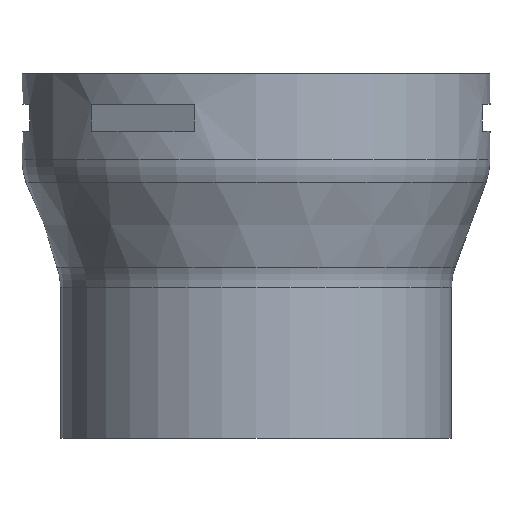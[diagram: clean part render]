
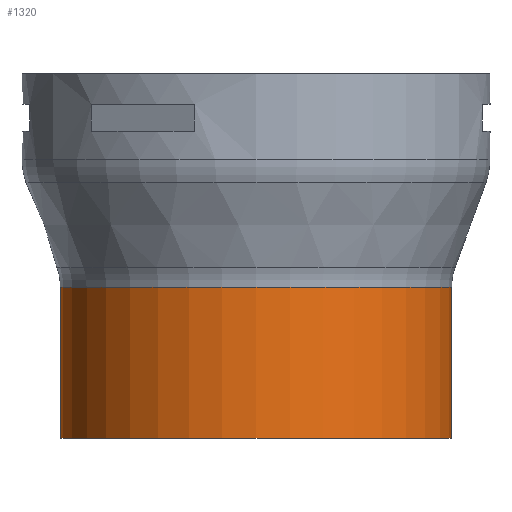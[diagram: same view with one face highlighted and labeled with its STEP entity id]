
A CAD part, front view. The second image highlights one B-rep face of the part: STEP entity #1320.
In plain terms, the highlighted cylindrical face has radius 510 mm (diameter 1020 mm), a full revolution.
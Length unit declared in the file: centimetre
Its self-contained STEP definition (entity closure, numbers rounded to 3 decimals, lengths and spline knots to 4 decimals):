
#55=CIRCLE('',#1418,51.);
#56=CIRCLE('',#1419,51.);
#57=CIRCLE('',#1421,51.);
#103=CYLINDRICAL_SURFACE('',#1420,51.);
#151=FACE_OUTER_BOUND('',#225,.T.);
#225=EDGE_LOOP('',(#1029,#1030,#1031,#1032,#1033));
#348=LINE('',#2113,#475);
#475=VECTOR('',#1697,51.);
#590=VERTEX_POINT('',#2105);
#591=VERTEX_POINT('',#2107);
#592=VERTEX_POINT('',#2111);
#745=EDGE_CURVE('',#591,#590,#55,.T.);
#746=EDGE_CURVE('',#590,#591,#56,.T.);
#747=EDGE_CURVE('',#592,#592,#57,.T.);
#748=EDGE_CURVE('',#592,#591,#348,.T.);
#1029=ORIENTED_EDGE('',*,*,#747,.F.);
#1030=ORIENTED_EDGE('',*,*,#748,.T.);
#1031=ORIENTED_EDGE('',*,*,#745,.T.);
#1032=ORIENTED_EDGE('',*,*,#746,.T.);
#1033=ORIENTED_EDGE('',*,*,#748,.F.);
#1320=ADVANCED_FACE('',(#151),#103,.T.);
#1418=AXIS2_PLACEMENT_3D('',#2108,#1689,#1690);
#1419=AXIS2_PLACEMENT_3D('',#2109,#1691,#1692);
#1420=AXIS2_PLACEMENT_3D('',#2110,#1693,#1694);
#1421=AXIS2_PLACEMENT_3D('',#2112,#1695,#1696);
#1689=DIRECTION('center_axis',(0.,0.,-1.));
#1690=DIRECTION('ref_axis',(1.,0.,0.));
#1691=DIRECTION('center_axis',(0.,0.,-1.));
#1692=DIRECTION('ref_axis',(1.,0.,0.));
#1693=DIRECTION('center_axis',(0.,0.,-1.));
#1694=DIRECTION('ref_axis',(-1.,0.,0.));
#1695=DIRECTION('center_axis',(0.,0.,-1.));
#1696=DIRECTION('ref_axis',(1.,0.,0.));
#1697=DIRECTION('',(0.,0.,1.));
#2105=CARTESIAN_POINT('',(0.,-51.,39.3845));
#2107=CARTESIAN_POINT('',(51.,0.,39.3845));
#2108=CARTESIAN_POINT('Origin',(0.,0.,39.3845));
#2109=CARTESIAN_POINT('Origin',(0.,0.,39.3845));
#2110=CARTESIAN_POINT('Origin',(0.,0.,19.6922));
#2111=CARTESIAN_POINT('',(51.,0.,0.));
#2112=CARTESIAN_POINT('Origin',(0.,0.,0.));
#2113=CARTESIAN_POINT('',(51.,0.,19.6922));
